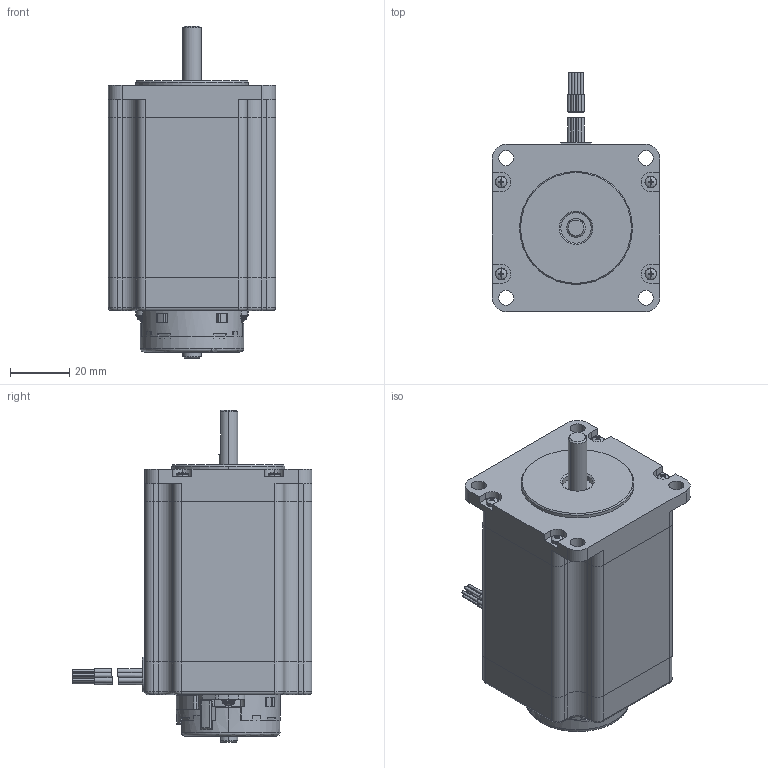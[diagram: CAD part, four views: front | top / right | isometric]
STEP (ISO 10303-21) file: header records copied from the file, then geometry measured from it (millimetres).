
FILE_DESCRIPTION (( 'STEP AP214' ), '1' );
FILE_NAME ('HT23-601D-ZAA ASSEMBLY.STEP', '2021-08-23T17:26:43', ( '' ), ( '' ), 'SwSTEP 2.0', 'SolidWorks 2017', '' );
FILE_SCHEMA (( 'AUTOMOTIVE_DESIGN' ));
Length unit declared in the file: millimetre
Products named in the file (12): SCREW  2-56 X .1875  W-TOOTH LOCK WASHER (90403A077) OR EQUIVALENT_90403A077; HT23-601 Laminations; HT23D REAR ENDBELL ASSEMBLY; ENCODER 970-1001-ZAA; HT23 FRONT ENDBELL ASSEMBLY^HT23-601 ASSEMBLY; HT23 Wire Grommet; HT23-601D Shaft; HT23 Front Endbell; HT23-601 Screw; HT23D Rear Endbell; HT23-601D-ZAA ASSEMBLY; HT23-601 Lead Wires (Break line)
Assembly tree (15 placements, depth 3):
  HT23-601D-ZAA ASSEMBLY
    HT23 FRONT ENDBELL ASSEMBLY^HT23-601 ASSEMBLY
      HT23 Front Endbell
      HT23-601 Screw  x4
    HT23-601 Laminations
    HT23-601D Shaft
    HT23D REAR ENDBELL ASSEMBLY
      HT23D Rear Endbell
      HT23 Wire Grommet
      HT23-601 Lead Wires (Break line)
    ENCODER 970-1001-ZAA
    SCREW  2-56 X .1875  W-TOOTH LOCK WASHER (90403A077) OR EQUIVALENT_90403A077  x2
Bounding box: 56.4 x 80.9 x 112 mm (x, y, z)
Volume: 232452.7 mm3; surface area: 53456.6 mm2
Topology: 42 solids, 42 shells, 1797 faces, 4823 edges, 3139 vertices
Faces by surface type: plane 892, cylinder 616, bspline 138, cone 106, torus 31, sphere 14
Entity records: 64528 total; most frequent: CARTESIAN_POINT 13750, ORIENTED_EDGE 8246, DIRECTION 7655, EDGE_CURVE 4123, VERTEX_POINT 2699, LINE 2567, VECTOR 2567, AXIS2_PLACEMENT_3D 2544
